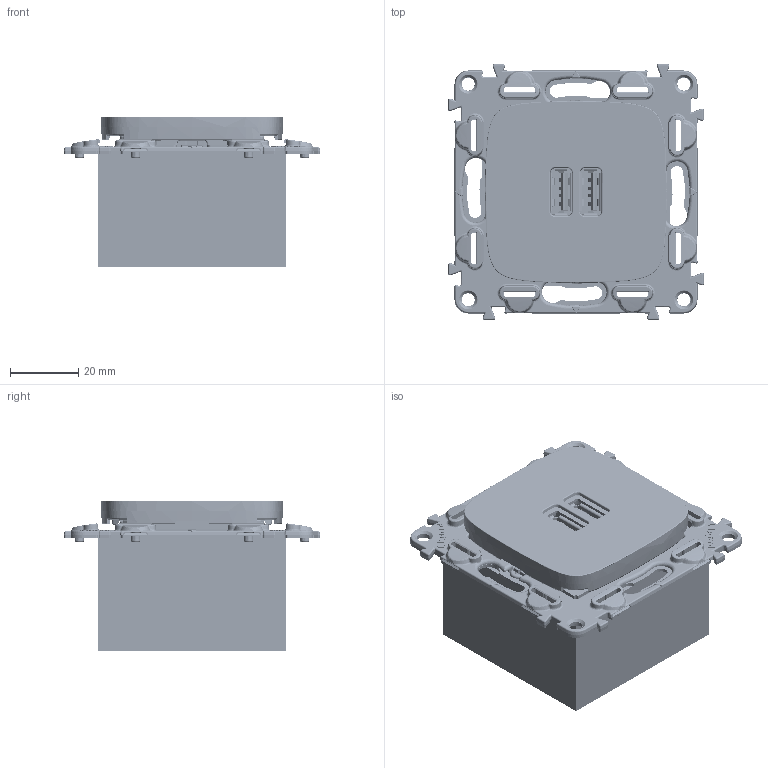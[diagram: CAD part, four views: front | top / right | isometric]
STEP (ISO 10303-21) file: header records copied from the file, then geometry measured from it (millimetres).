
FILE_DESCRIPTION(('CATIA V5 STEP Exchange','CAx-IF Rec.Pracs.--- Model Styling and Organization---1.4--- 2014-01-23'),'2;1');
FILE_NAME('754995_AllCATPart.stp','2020-02-24T12:22:59+00:00',('none'),('none'),'CATIA Version 5-6 Release 2017 SP3','CATIA V5 STEP AP214','none');
FILE_SCHEMA(('AUTOMOTIVE_DESIGN { 1 0 10303 214 1 1 1 1 }'));
Products named in the file (1): 754995_AllCATPart
Bounding box: 74.7 x 74.7 x 44 mm (x, y, z)
Volume: 102692.4 mm3; surface area: 45751.4 mm2
Topology: 1 solids, 11 shells, 11207 faces, 32520 edges, 21312 vertices
Faces by surface type: plane 9116, cylinder 1089, bspline 470, cone 272, torus 196, sphere 46, extrusion 18
Entity records: 397193 total; most frequent: CARTESIAN_POINT 112602, ORIENTED_EDGE 64908, DIRECTION 44135, EDGE_CURVE 32454, VECTOR 23050, LINE 23032, VERTEX_POINT 21312, EDGE_LOOP 11500
